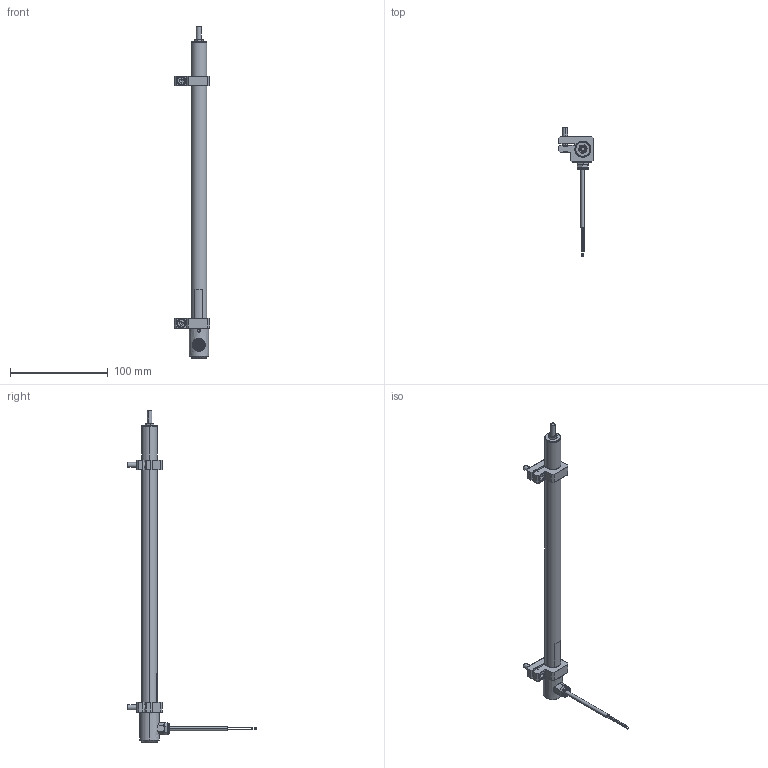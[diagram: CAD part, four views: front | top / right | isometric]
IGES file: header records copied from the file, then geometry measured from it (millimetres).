
Start section: SolidWorks IGES file using analytic representation for surfaces
Global section: file name: TX2_0250_Kabel_ein_Montageblock.IGS; native system: SolidWorks 2010; preprocessor: SolidWorks 2010; author: Konstantinidis; date: 110127.135417; units: millimetre
Bounding box: 36 x 132.1 x 339.9 mm (x, y, z)
Surface area: 26971.6 mm2 (no closed solid volume)
Topology: 0 solids, 0 shells, 278 faces, 2807 edges, 2803 vertices
Faces by surface type: revolution 141, bspline 137
